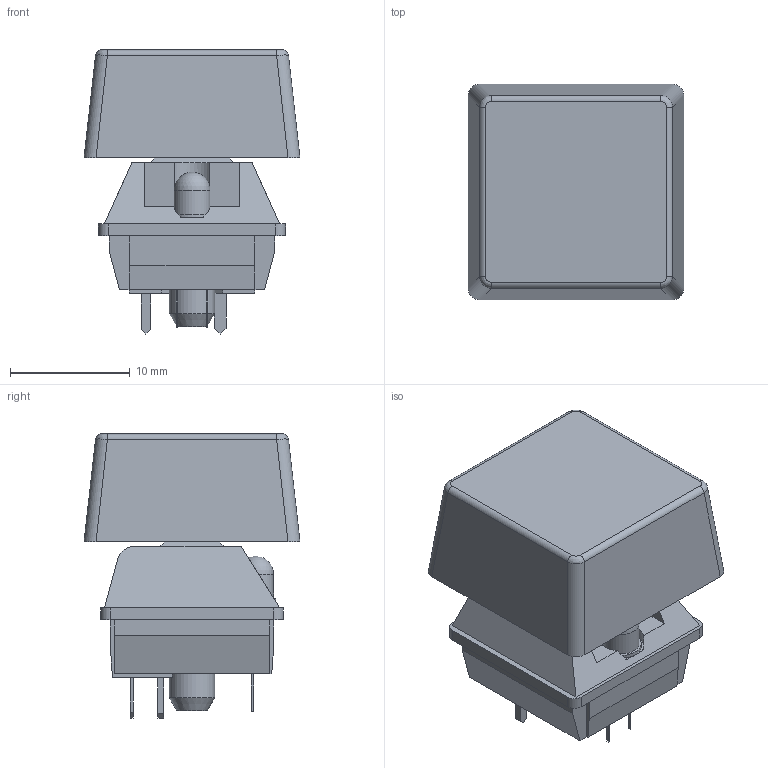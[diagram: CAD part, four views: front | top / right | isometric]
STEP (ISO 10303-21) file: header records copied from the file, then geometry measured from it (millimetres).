
FILE_DESCRIPTION(/* description */ (''),/* implementation_level */ '2;1');
FILE_NAME(/* name */ 'key-5',/* time_stamp */ '2011-12-31T16:58:08+08:00',/* author */ (''),/* organization */ (''),/* preprocessor_version */ 'ST-DEVELOPER v9',/* originating_system */ 'UGS - NX 4.0',/* authorisation */ '');
FILE_SCHEMA (('CONFIG_CONTROL_DESIGN','SHAPE_APPEARANCE_LAYER_MIM'));
Length unit declared in the file: millimetre
Products named in the file (1): Admi85A628f2
Bounding box: 18 x 18 x 23.7 mm (x, y, z)
Volume: 2979.8 mm3; surface area: 3603.3 mm2
Topology: 9 solids, 9 shells, 161 faces, 432 edges, 294 vertices
Faces by surface type: plane 137, cylinder 18, bspline 4, cone 1, sphere 1
Full cylindrical faces by diameter (mm): 3 x1, 3.4 x1, 3.8 x1, 5.5 x1
Entity records: 5110 total; most frequent: CARTESIAN_POINT 939, ORIENTED_EDGE 844, DIRECTION 783, EDGE_CURVE 422, LINE 363, VECTOR 363, VERTEX_POINT 290, AXIS2_PLACEMENT_3D 210
